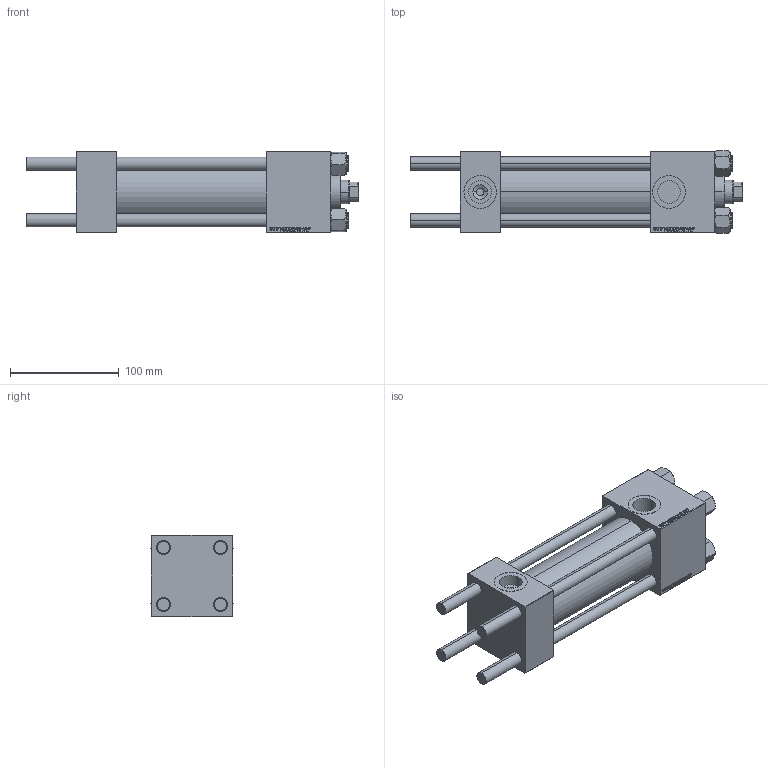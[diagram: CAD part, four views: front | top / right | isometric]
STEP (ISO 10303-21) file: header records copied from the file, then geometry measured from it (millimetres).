
FILE_DESCRIPTION (( 'STEP AP203' ), '1' );
FILE_NAME ('c2af.STEP', '2022-10-03T12:26:14', ( '' ), ( '' ), 'SwSTEP 2.0', 'SolidWorks 2019', '' );
FILE_SCHEMA (( 'CONFIG_CONTROL_DESIGN' ));
Length unit declared in the file: millimetre
Products named in the file (6): V215_VC_A 9a31b36eafa14e9a4b16d1fc2b3965b7; NUT_M5 9a31b36eafa14e9a4b16d1fc2b3965b7; CR025_012_A_0_G_A_G_M_020_+#_##_TYCINKA 9a31b36eafa14e9a4b16d1fc2b3965b7; V215CR_VCP 9a31b36eafa14e9a4b16d1fc2b3965b7; c2af; V215CR_BODY_A 9a31b36eafa14e9a4b16d1fc2b3965b7
Assembly tree (11 placements, depth 2):
  c2af
    V215CR_BODY_A 9a31b36eafa14e9a4b16d1fc2b3965b7
    CR025_012_A_0_G_A_G_M_020_+#_##_TYCINKA 9a31b36eafa14e9a4b16d1fc2b3965b7  x4
    NUT_M5 9a31b36eafa14e9a4b16d1fc2b3965b7  x4
    V215CR_VCP 9a31b36eafa14e9a4b16d1fc2b3965b7
    V215_VC_A 9a31b36eafa14e9a4b16d1fc2b3965b7
Bounding box: 305 x 75.43 x 75 mm (x, y, z)
Volume: 796602.7 mm3; surface area: 208054.4 mm2
Topology: 11 solids, 11 shells, 1140 faces, 2858 edges, 1855 vertices
Faces by surface type: plane 522, bspline 392, cone 136, cylinder 82, torus 8
Entity records: 49926 total; most frequent: CARTESIAN_POINT 26974, ORIENTED_EDGE 5208, DIRECTION 3270, EDGE_CURVE 2604, VERTEX_POINT 1711, LINE 1584, VECTOR 1584, EDGE_LOOP 1151
